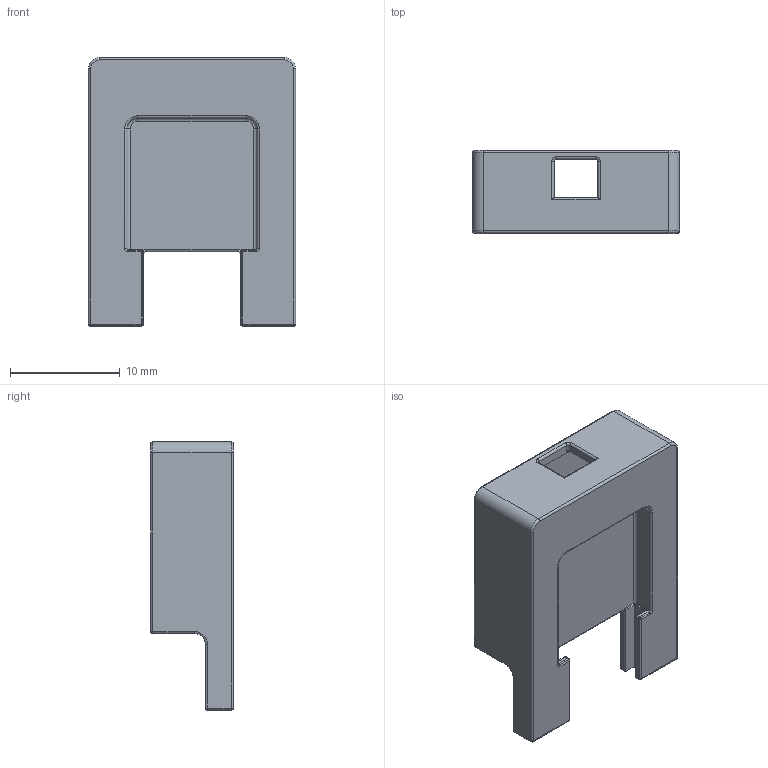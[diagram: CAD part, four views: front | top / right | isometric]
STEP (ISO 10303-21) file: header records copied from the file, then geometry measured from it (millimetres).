
FILE_DESCRIPTION (( 'STEP AP214' ), '1' );
FILE_NAME ('PayloadHolder_NP1_Cap_V1.STEP', '2023-12-14T15:44:18', ( '' ), ( '' ), 'SwSTEP 2.0', 'SolidWorks 2023', '' );
FILE_SCHEMA (( 'AUTOMOTIVE_DESIGN' ));
Length unit declared in the file: millimetre
Products named in the file (1): PayloadHolder_NP1_Cap_V1
Bounding box: 18.9 x 7.56 x 24.5 mm (x, y, z)
Volume: 1111.2 mm3; surface area: 2146.6 mm2
Topology: 1 solids, 1 shells, 215 faces, 523 edges, 296 vertices
Faces by surface type: cylinder 109, sphere 34, plane 34, torus 28, bspline 10
Entity records: 6491 total; most frequent: CARTESIAN_POINT 1486, DIRECTION 1123, ORIENTED_EDGE 1018, EDGE_CURVE 509, AXIS2_PLACEMENT_3D 458, VERTEX_POINT 296, CIRCLE 252, EDGE_LOOP 217
